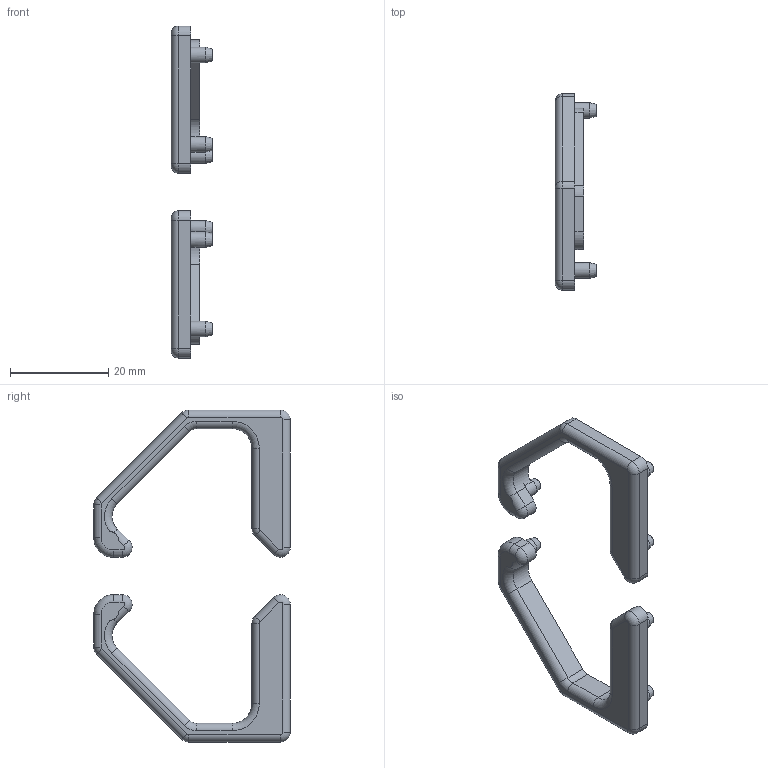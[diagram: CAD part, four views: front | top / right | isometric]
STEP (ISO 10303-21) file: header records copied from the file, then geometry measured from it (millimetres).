
FILE_DESCRIPTION(/* description */ ('STEP AP214'),/* implementation_level */ '2;1');
FILE_NAME(/* name */ '092021',/* time_stamp */ '2022-08-11T14:10:12+02:00',/* author */ ('License CC BY-ND 4.0'),/* organization */ ('CADENAS'),/* preprocessor_version */ 'ST-DEVELOPER v18.102',/* originating_system */ 'PARTsolutions',/* authorisation */ ' ');
FILE_SCHEMA (('AUTOMOTIVE_DESIGN {1 0 10303 214 3 1 1}'));
Length unit declared in the file: millimetre
Products named in the file (4): 092021; 092021-3; 092021-2; 092021-1
Assembly tree (3 placements, depth 2):
  092021
    092021-3
    092021-2
    092021-1
Bounding box: 8.5 x 40 x 67.6 mm (x, y, z)
Volume: 2076.9 mm3; surface area: 4839.2 mm2
Topology: 2 solids, 2 shells, 194 faces, 502 edges, 319 vertices
Faces by surface type: plane 90, cylinder 78, torus 20, cone 6
Full cylindrical faces by diameter (mm): 1.9 x6, 3.2 x6
Entity records: 5888 total; most frequent: DIRECTION 1072, CARTESIAN_POINT 1003, ORIENTED_EDGE 956, EDGE_CURVE 478, AXIS2_PLACEMENT_3D 400, VERTEX_POINT 312, LINE 272, VECTOR 272
